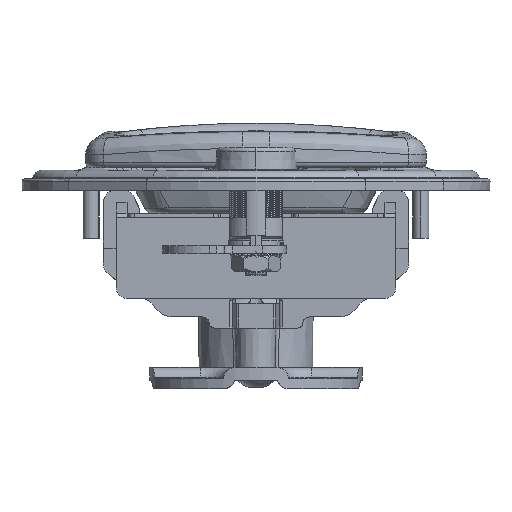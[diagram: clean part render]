
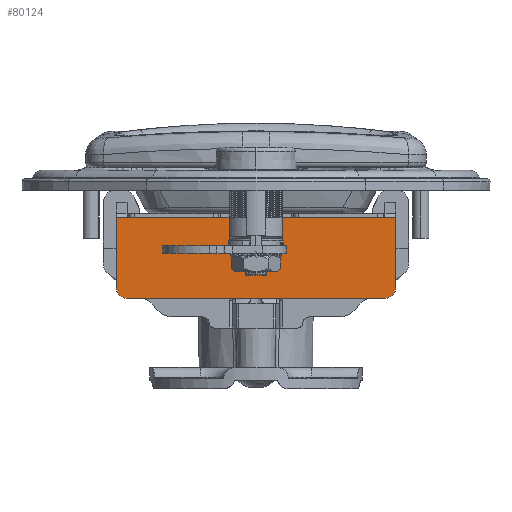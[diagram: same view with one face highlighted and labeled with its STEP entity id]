
A CAD part, front view. The second image highlights one B-rep face of the part: STEP entity #80124.
In plain terms, the highlighted planar face has unit normal (0, -1, 0).
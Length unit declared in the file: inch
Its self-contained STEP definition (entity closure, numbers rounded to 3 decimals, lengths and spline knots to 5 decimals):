
#3081 = VERTEX_POINT ( 'NONE', #20084 ) ;
#4001 = DIRECTION ( 'NONE',  ( 1., 0., 0. ) ) ;
#6231 = EDGE_CURVE ( 'NONE', #101545, #256160, #15732, .T. ) ;
#15732 = LINE ( 'NONE', #183625, #204709 ) ;
#15743 = CARTESIAN_POINT ( 'NONE',  ( -1.6425, -2.475, 0.999 ) ) ;
#16580 = EDGE_CURVE ( 'NONE', #101545, #251467, #74984, .T. ) ;
#17708 = ORIENTED_EDGE ( 'NONE', *, *, #75774, .T. ) ;
#18268 = AXIS2_PLACEMENT_3D ( 'NONE', #116267, #261272, #96108 ) ;
#20084 = CARTESIAN_POINT ( 'NONE',  ( 1.6425, -2.475, 0.175 ) ) ;
#23001 = DIRECTION ( 'NONE',  ( 0., 0., -1. ) ) ;
#38287 = DIRECTION ( 'NONE',  ( -1., 0., 0. ) ) ;
#44416 = VECTOR ( 'NONE', #145798, 39.37008 ) ;
#50772 = EDGE_CURVE ( 'NONE', #241583, #256160, #172711, .T. ) ;
#50834 = VECTOR ( 'NONE', #23001, 39.37008 ) ;
#52193 = DIRECTION ( 'NONE',  ( -1., 0., 0. ) ) ;
#56445 = CARTESIAN_POINT ( 'NONE',  ( 1.6425, -2.475, 0.999 ) ) ;
#57116 = CARTESIAN_POINT ( 'NONE',  ( -1.5175, -2.475, 0.999 ) ) ;
#58547 = VERTEX_POINT ( 'NONE', #134995 ) ;
#61349 = VECTOR ( 'NONE', #4001, 39.37008 ) ;
#63258 = ORIENTED_EDGE ( 'NONE', *, *, #150314, .T. ) ;
#65956 = LINE ( 'NONE', #149260, #50834 ) ;
#67764 = CARTESIAN_POINT ( 'NONE',  ( 1.6425, -2.475, 0.625 ) ) ;
#74984 = CIRCLE ( 'NONE', #233800, 0.125 ) ;
#75774 = EDGE_CURVE ( 'NONE', #251467, #58547, #65956, .T. ) ;
#80124 = ADVANCED_FACE ( 'NONE', ( #155656 ), #233610, .F. ) ;
#96108 = DIRECTION ( 'NONE',  ( -1., 0., 0. ) ) ;
#101545 = VERTEX_POINT ( 'NONE', #248816 ) ;
#104131 = LINE ( 'NONE', #67764, #44416 ) ;
#104223 = EDGE_CURVE ( 'NONE', #241583, #3081, #104131, .T. ) ;
#113459 = ORIENTED_EDGE ( 'NONE', *, *, #50772, .T. ) ;
#116267 = CARTESIAN_POINT ( 'NONE',  ( 1.5175, -2.475, 0.999 ) ) ;
#116694 = EDGE_LOOP ( 'NONE', ( #231418, #113459, #170756, #225764, #17708, #63258 ) ) ;
#119470 = AXIS2_PLACEMENT_3D ( 'NONE', #131513, #237573, #52193 ) ;
#131513 = CARTESIAN_POINT ( 'NONE',  ( -1.6425, -2.475, 0.625 ) ) ;
#134995 = CARTESIAN_POINT ( 'NONE',  ( -1.6425, -2.475, 0.175 ) ) ;
#145798 = DIRECTION ( 'NONE',  ( 0., 0., -1. ) ) ;
#149260 = CARTESIAN_POINT ( 'NONE',  ( -1.6425, -2.475, 0.625 ) ) ;
#150314 = EDGE_CURVE ( 'NONE', #58547, #3081, #229745, .T. ) ;
#154042 = CARTESIAN_POINT ( 'NONE',  ( 1.5175, -2.475, 1.124 ) ) ;
#155656 = FACE_OUTER_BOUND ( 'NONE', #116694, .T. ) ;
#156630 = DIRECTION ( 'NONE',  ( 0., -1., 0. ) ) ;
#170756 = ORIENTED_EDGE ( 'NONE', *, *, #6231, .F. ) ;
#172711 = CIRCLE ( 'NONE', #18268, 0.125 ) ;
#183625 = CARTESIAN_POINT ( 'NONE',  ( -0.685, -2.475, 1.124 ) ) ;
#188127 = CARTESIAN_POINT ( 'NONE',  ( -1.6425, -2.475, 0.175 ) ) ;
#204709 = VECTOR ( 'NONE', #265549, 39.37008 ) ;
#225764 = ORIENTED_EDGE ( 'NONE', *, *, #16580, .T. ) ;
#229745 = LINE ( 'NONE', #188127, #61349 ) ;
#231418 = ORIENTED_EDGE ( 'NONE', *, *, #104223, .F. ) ;
#233610 = PLANE ( 'NONE',  #119470 ) ;
#233800 = AXIS2_PLACEMENT_3D ( 'NONE', #57116, #156630, #38287 ) ;
#237573 = DIRECTION ( 'NONE',  ( 0., 1., 0. ) ) ;
#241583 = VERTEX_POINT ( 'NONE', #56445 ) ;
#248816 = CARTESIAN_POINT ( 'NONE',  ( -1.5175, -2.475, 1.124 ) ) ;
#251467 = VERTEX_POINT ( 'NONE', #15743 ) ;
#256160 = VERTEX_POINT ( 'NONE', #154042 ) ;
#261272 = DIRECTION ( 'NONE',  ( 0., -1., 0. ) ) ;
#265549 = DIRECTION ( 'NONE',  ( 1., 0., 0. ) ) ;
